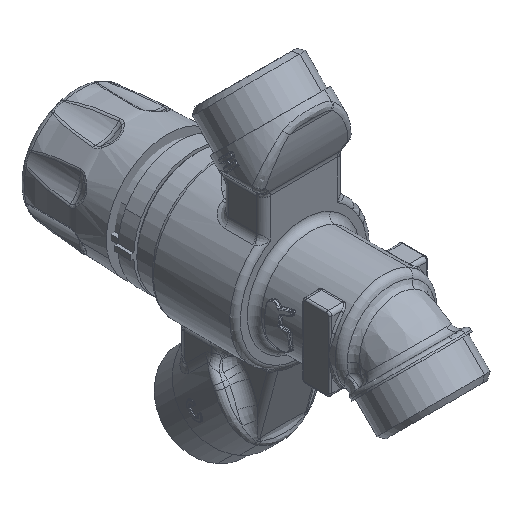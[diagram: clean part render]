
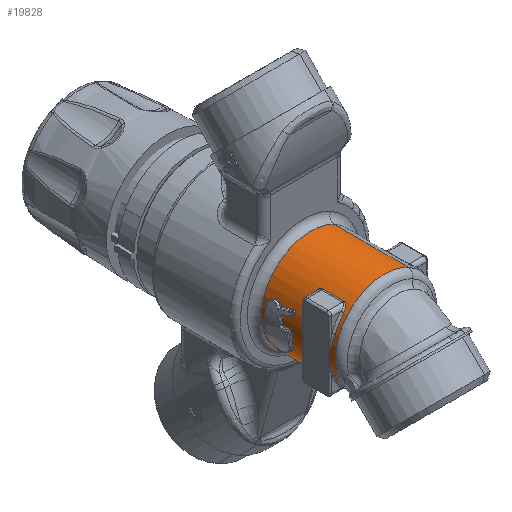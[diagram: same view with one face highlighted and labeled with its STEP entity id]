
A CAD part, isometric view. The second image highlights one B-rep face of the part: STEP entity #19828.
In plain terms, the highlighted cylindrical face has radius 14 mm (diameter 28 mm), a partial arc.
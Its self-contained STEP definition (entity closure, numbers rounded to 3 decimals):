
#6175=CARTESIAN_POINT('Vertex',(-5.058,-14.116,42.01)) ;
#6180=CARTESIAN_POINT('Axis2P3D Location',(-11.77,-14.082,29.723)) ;
#6184=CARTESIAN_POINT('Vertex',(-18.482,-14.048,17.437)) ;
#10928=CARTESIAN_POINT('Vertex',(-18.482,-32.215,17.387)) ;
#10932=CARTESIAN_POINT('Control Point',(-22.895,-35.058,21.167)) ;
#10933=CARTESIAN_POINT('Control Point',(-22.626,-34.742,20.815)) ;
#10934=CARTESIAN_POINT('Control Point',(-22.037,-34.144,20.116)) ;
#10935=CARTESIAN_POINT('Control Point',(-21.004,-33.363,19.113)) ;
#10936=CARTESIAN_POINT('Control Point',(-19.821,-32.711,18.185)) ;
#10937=CARTESIAN_POINT('Control Point',(-18.941,-32.365,17.638)) ;
#10938=CARTESIAN_POINT('Control Point',(-18.482,-32.215,17.387)) ;
#10939=CARTESIAN_POINT('Vertex',(-22.895,-35.058,21.167)) ;
#13920=CARTESIAN_POINT('Vertex',(-5.058,-35.115,41.952)) ;
#13923=CARTESIAN_POINT('Axis2P3D Location',(-11.77,-35.082,29.666)) ;
#19806=CARTESIAN_POINT('Axis2P3D Location',(-11.77,-9.232,29.737)) ;
#19811=CARTESIAN_POINT('Line Origine',(-18.482,-9.198,17.451)) ;
#19816=CARTESIAN_POINT('Line Origine',(-5.058,-9.266,42.023)) ;
#6181=DIRECTION('Axis2P3D Direction',(0.,1.,0.003)) ;
#13924=DIRECTION('Axis2P3D Direction',(0.,1.,0.003)) ;
#19807=DIRECTION('Axis2P3D Direction',(0.,1.,0.003)) ;
#19808=DIRECTION('Axis2P3D XDirection',(0.878,0.001,-0.479)) ;
#19812=DIRECTION('Vector Direction',(0.,1.,0.003)) ;
#19817=DIRECTION('Vector Direction',(0.,1.,0.003)) ;
#6182=AXIS2_PLACEMENT_3D('Circle Axis2P3D',#6180,#6181,$) ;
#13925=AXIS2_PLACEMENT_3D('Circle Axis2P3D',#13923,#13924,$) ;
#19809=AXIS2_PLACEMENT_3D('Cylinder Axis2P3D',#19806,#19807,#19808) ;
#19822=ORIENTED_EDGE('',*,*,#13927,.T.) ;
#19823=ORIENTED_EDGE('',*,*,#10941,.F.) ;
#19824=ORIENTED_EDGE('',*,*,#19815,.T.) ;
#19825=ORIENTED_EDGE('',*,*,#6186,.F.) ;
#19826=ORIENTED_EDGE('',*,*,#19820,.T.) ;
#19813=VECTOR('Line Direction',#19812,1.) ;
#19818=VECTOR('Line Direction',#19817,1.) ;
#19828=ADVANCED_FACE('Sheet.1',(#19827),#19810,.F.) ;
#6183=CIRCLE('generated circle',#6182,14.) ;
#13926=CIRCLE('generated circle',#13925,14.) ;
#19810=CYLINDRICAL_SURFACE('generated cylinder',#19809,14.) ;
#6186=EDGE_CURVE('',#6176,#6185,#6183,.F.) ;
#10941=EDGE_CURVE('',#10929,#10940,#10931,.F.) ;
#13927=EDGE_CURVE('',#13921,#10940,#13926,.F.) ;
#19815=EDGE_CURVE('',#10929,#6185,#19814,.T.) ;
#19820=EDGE_CURVE('',#6176,#13921,#19819,.F.) ;
#19821=EDGE_LOOP('',(#19822,#19823,#19824,#19825,#19826)) ;
#19827=FACE_OUTER_BOUND('',#19821,.T.) ;
#19814=LINE('Line',#19811,#19813) ;
#19819=LINE('Line',#19816,#19818) ;
#6176=VERTEX_POINT('',#6175) ;
#6185=VERTEX_POINT('',#6184) ;
#10929=VERTEX_POINT('',#10928) ;
#10940=VERTEX_POINT('',#10939) ;
#13921=VERTEX_POINT('',#13920) ;
#10931=(BOUNDED_CURVE()B_SPLINE_CURVE(3,(#10932,#10933,#10934,#10935,#10936,#10937,#10938),.UNSPECIFIED.,.F.,.U.)B_SPLINE_CURVE_WITH_KNOTS((4,1,1,1,4),(16.774,18.985,21.197,23.408,25.62),.UNSPECIFIED.)CURVE()GEOMETRIC_REPRESENTATION_ITEM()RATIONAL_B_SPLINE_CURVE((1.,1.,1.,1.,1.,1.,1.))REPRESENTATION_ITEM('')) ;
